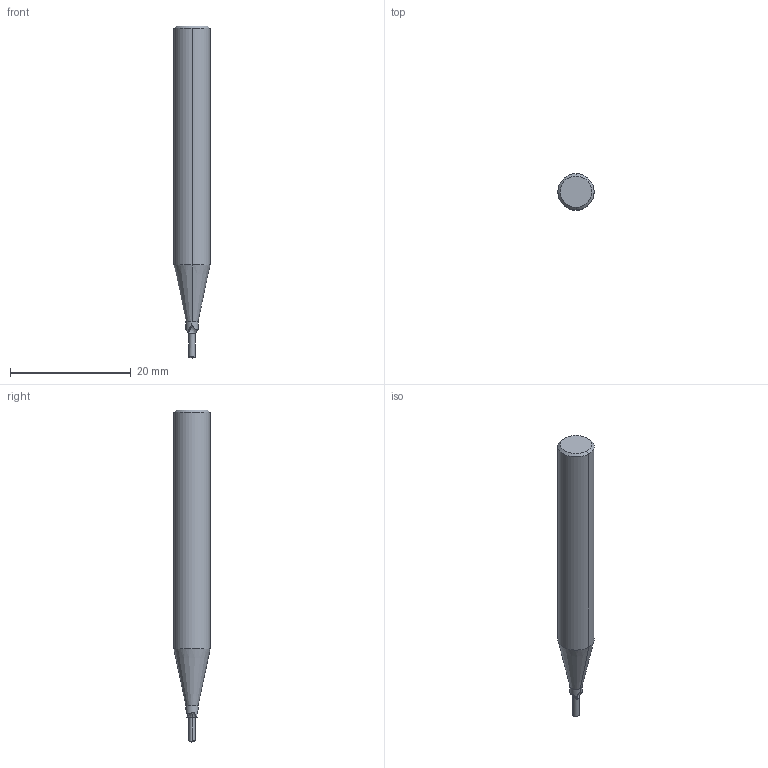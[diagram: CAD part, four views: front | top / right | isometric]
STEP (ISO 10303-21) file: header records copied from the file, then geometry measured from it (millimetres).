
FILE_DESCRIPTION(('no description'),'unknown implementation level');
FILE_NAME('EXN1-M08-0003-2-Detail.stp',' ',('CIMSOURCE GmbH'),('CADClick - KiM GmbH - www.kimweb.de'),'unknown preprocess','ACIS','unknown authorization');
FILE_SCHEMA(('automotive_design'));
Length unit declared in the file: millimetre
Products named in the file (2): NOCUT; CUT
Bounding box: 6 x 6 x 55 mm (x, y, z)
Volume: 1254.3 mm3; surface area: 918.7 mm2
Topology: 2 solids, 2 shells, 33 faces, 80 edges, 51 vertices
Faces by surface type: revolution 10, plane 7, cylinder 6, sphere 6, cone 4
Entity records: 2140 total; most frequent: CARTESIAN_POINT 370, DIRECTION 186, STYLED_ITEM 166, PRESENTATION_STYLE_ASSIGNMENT 166, COLOUR_RGB 166, ORIENTED_EDGE 160, AXIS2_PLACEMENT_3D 81, EDGE_CURVE 80
